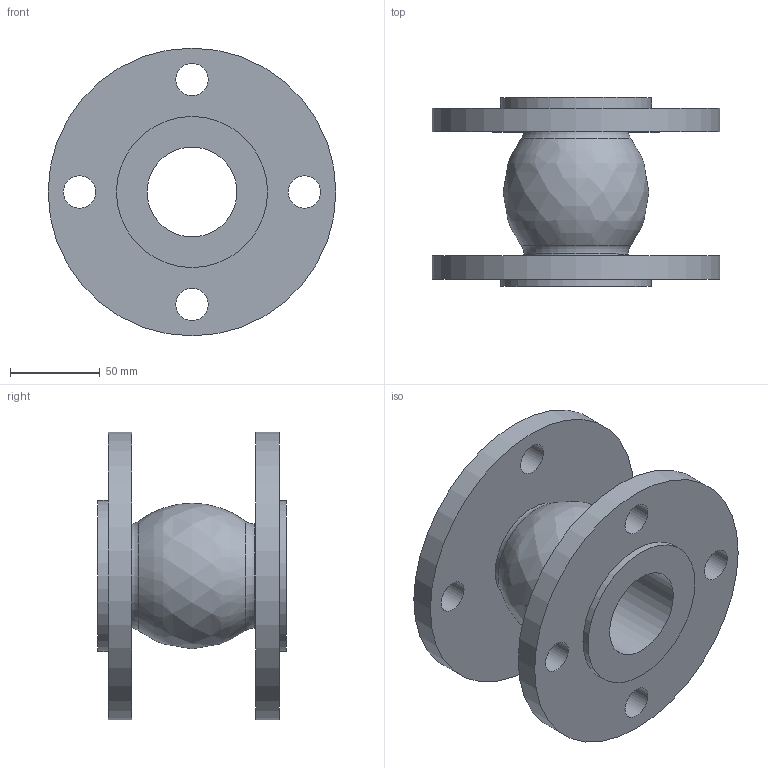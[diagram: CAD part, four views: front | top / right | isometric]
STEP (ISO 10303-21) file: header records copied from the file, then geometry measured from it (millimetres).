
FILE_DESCRIPTION(/* description */ ('Гибкая антивибрационная вставка ZKV EPDM PN16, DN50'),/* implementation_level */ '2;1');
FILE_NAME(/* name */ 'Гибкая антивибрационная вставка ZKV EPDM PN16, DN50.stp',/* time_stamp */ '2024-02-20T11:07:09+03:00',/* author */ ('Сазонов'),/* organization */ (''),/* preprocessor_version */ 'ST-DEVELOPER v18.1',/* originating_system */ 'Autodesk Inventor 2022',/* authorisation */ '');
FILE_SCHEMA (('AUTOMOTIVE_DESIGN { 1 0 10303 214 3 1 1 }'));
Length unit declared in the file: millimetre
Products named in the file (1): Гибкая антивибрационная 
вставка ZKV EPDM PN16, DN50
Bounding box: 160 x 105 x 160 mm (x, y, z)
Volume: 632461.3 mm3; surface area: 121969.4 mm2
Topology: 1 solids, 1 shells, 23 faces, 49 edges, 32 vertices
Faces by surface type: cylinder 14, plane 6, torus 2, bspline 1
Full cylindrical faces by diameter (mm): 18 x8, 50 x1, 58 x1, 84 x2, 160 x2
Entity records: 782 total; most frequent: CARTESIAN_POINT 131, DIRECTION 130, ORIENTED_EDGE 98, AXIS2_PLACEMENT_3D 58, EDGE_CURVE 49, EDGE_LOOP 45, CIRCLE 35, VERTEX_POINT 32
